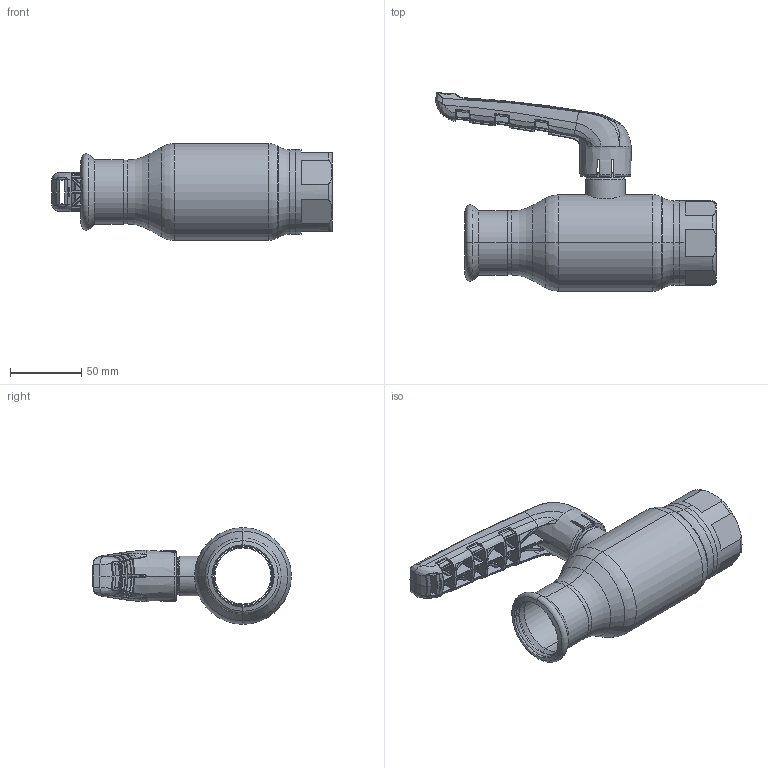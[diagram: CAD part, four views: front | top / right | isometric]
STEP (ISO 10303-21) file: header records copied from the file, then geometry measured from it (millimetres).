
FILE_DESCRIPTION (( 'STEP AP214' ), '1' );
FILE_NAME ('1040001000-xxxx.step', '2019-05-07T11:47:09', ( '' ), ( '' ), 'SwSTEP 2.0', 'SolidWorks 2017', '' );
FILE_SCHEMA (( 'AUTOMOTIVE_DESIGN' ));
Length unit declared in the file: millimetre
Products named in the file (1): 1040001000-xxxx
Bounding box: 197.35 x 139.71 x 68 mm (x, y, z)
Surface area: 73214.6 mm2 (no closed solid volume)
Topology: 0 solids, 9 shells, 855 faces, 2758 edges, 1767 vertices
Faces by surface type: bspline 704, plane 50, cylinder 36, cone 28, torus 23, sphere 14
Entity records: 63150 total; most frequent: CARTESIAN_POINT 36278, ORIENTED_EDGE 4460, EDGE_CURVE 2734, B_SPLINE_CURVE_WITH_KNOTS 1895, DIRECTION 1809, VERTEX_POINT 1765, EDGE_LOOP 865, UNCERTAINTY_MEASURE_WITH_UNIT 857
